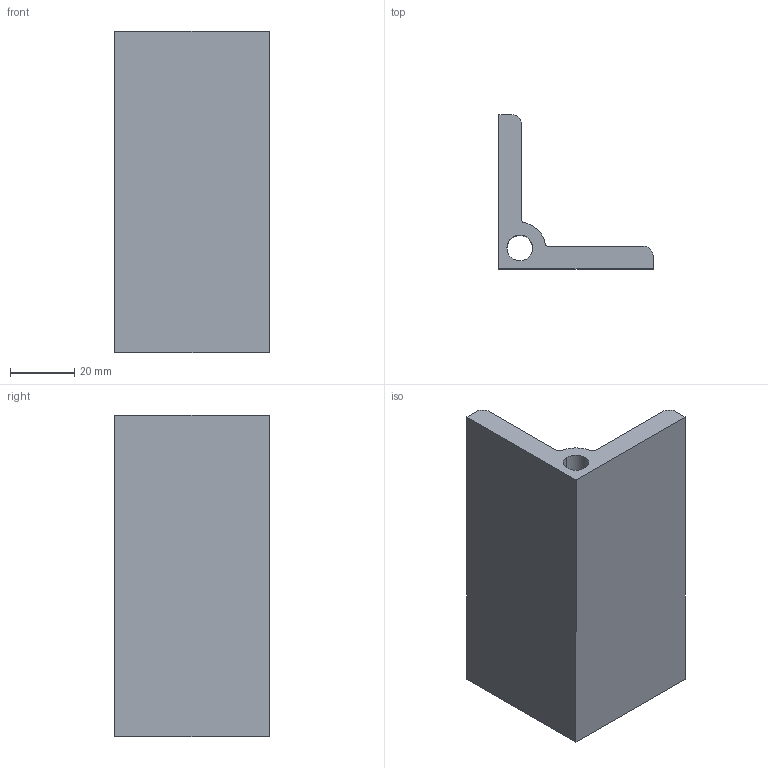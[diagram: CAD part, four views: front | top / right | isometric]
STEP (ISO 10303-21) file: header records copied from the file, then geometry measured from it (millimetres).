
FILE_DESCRIPTION(('Creo Elements/Direct Modeling STEP Export'),'2;1');
FILE_NAME('44.0025.1_Winkelprofil-MMS-44_48x48mm.stp','2022-03-21T 8:56:13',(''),(''),'PTC Creo Elements/Direct Modeling STEP processor for AP214 (Solid Model)','PTC Creo Elements/Direct Modeling 19.0C 15-Aug-2015 (C) Parametric Technology GmbH','');
FILE_SCHEMA(('AUTOMOTIVE_DESIGN { 1 0 10303 214 1 1 1 1 }'));
Length unit declared in the file: millimetre
Products named in the file (2): Winkelprofil-MMS-44_48x48mm_44.0025.1_PX171813
Assembly tree (1 placements, depth 2):
  Winkelprofil-MMS-44_48x48mm_44.0025.1_PX171813
    Winkelprofil-MMS-44_48x48mm_44.0025.1_PX171813
Bounding box: 48 x 48 x 100 mm (x, y, z)
Volume: 61170.4 mm3; surface area: 22273.7 mm2
Topology: 1 solids, 1 shells, 15 faces, 41 edges, 28 vertices
Faces by surface type: plane 8, cylinder 7
Entity records: 636 total; most frequent: DIRECTION 83, CARTESIAN_POINT 82, ORIENTED_EDGE 82, EDGE_CURVE 41, AXIS2_PLACEMENT_3D 29, VERTEX_POINT 28, VECTOR 25, LINE 25
